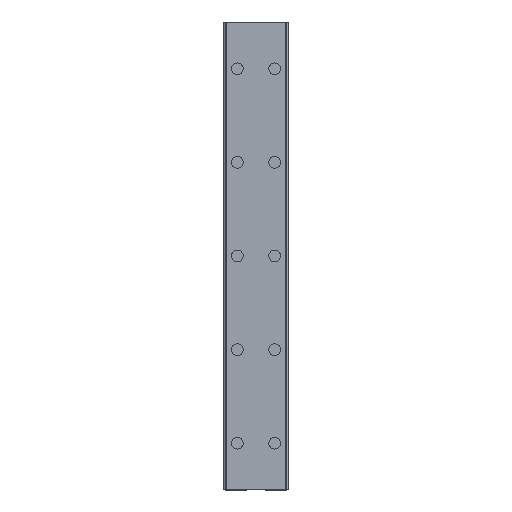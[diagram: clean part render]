
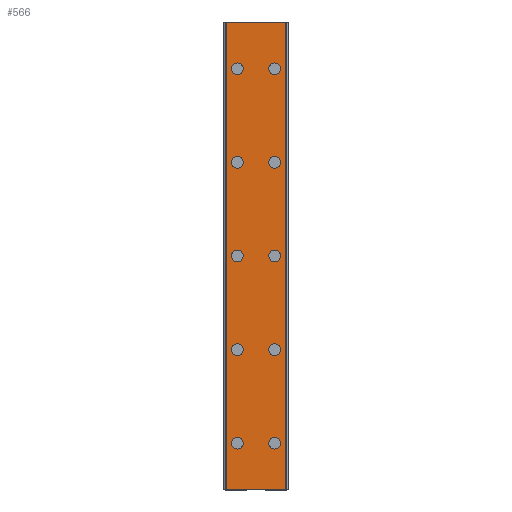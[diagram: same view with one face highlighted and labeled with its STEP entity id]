
A CAD part, top view. The second image highlights one B-rep face of the part: STEP entity #566.
In plain terms, the highlighted planar face has unit normal (0, 0, 1).
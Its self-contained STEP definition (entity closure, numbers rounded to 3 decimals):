
#566=ADVANCED_FACE('',(#1163,#1164,#1165,#1166,#1167,#1168,#1169,#1170,#1171,#1172,#1173),#1174,.T.);
#1163=FACE_BOUND('',#1784,.T.);
#1164=FACE_BOUND('',#1785,.T.);
#1165=FACE_BOUND('',#1786,.T.);
#1166=FACE_BOUND('',#1787,.T.);
#1167=FACE_BOUND('',#1788,.T.);
#1168=FACE_BOUND('',#1789,.T.);
#1169=FACE_BOUND('',#1790,.T.);
#1170=FACE_BOUND('',#1791,.T.);
#1171=FACE_BOUND('',#1792,.T.);
#1172=FACE_BOUND('',#1793,.T.);
#1173=FACE_OUTER_BOUND('',#1794,.T.);
#1174=PLANE('',#1795);
#1784=EDGE_LOOP('',(#3390,#3391));
#1785=EDGE_LOOP('',(#3392,#3393));
#1786=EDGE_LOOP('',(#3394,#3395));
#1787=EDGE_LOOP('',(#3396,#3397));
#1788=EDGE_LOOP('',(#3398,#3399));
#1789=EDGE_LOOP('',(#3400,#3401));
#1790=EDGE_LOOP('',(#3402,#3403));
#1791=EDGE_LOOP('',(#3404,#3405));
#1792=EDGE_LOOP('',(#3406,#3407));
#1793=EDGE_LOOP('',(#3408,#3409));
#1794=EDGE_LOOP('',(#3410,#3411,#3412,#3413));
#1795=AXIS2_PLACEMENT_3D('',#3414,#3415,#3416);
#3390=ORIENTED_EDGE('',*,*,#3669,.T.);
#3391=ORIENTED_EDGE('',*,*,#4101,.T.);
#3392=ORIENTED_EDGE('',*,*,#3659,.T.);
#3393=ORIENTED_EDGE('',*,*,#4107,.T.);
#3394=ORIENTED_EDGE('',*,*,#3649,.T.);
#3395=ORIENTED_EDGE('',*,*,#4113,.T.);
#3396=ORIENTED_EDGE('',*,*,#3639,.T.);
#3397=ORIENTED_EDGE('',*,*,#4119,.T.);
#3398=ORIENTED_EDGE('',*,*,#3629,.T.);
#3399=ORIENTED_EDGE('',*,*,#4125,.T.);
#3400=ORIENTED_EDGE('',*,*,#3619,.T.);
#3401=ORIENTED_EDGE('',*,*,#4131,.T.);
#3402=ORIENTED_EDGE('',*,*,#3609,.T.);
#3403=ORIENTED_EDGE('',*,*,#4137,.T.);
#3404=ORIENTED_EDGE('',*,*,#3599,.T.);
#3405=ORIENTED_EDGE('',*,*,#4143,.T.);
#3406=ORIENTED_EDGE('',*,*,#3589,.T.);
#3407=ORIENTED_EDGE('',*,*,#4149,.T.);
#3408=ORIENTED_EDGE('',*,*,#3579,.T.);
#3409=ORIENTED_EDGE('',*,*,#4155,.T.);
#3410=ORIENTED_EDGE('',*,*,#4081,.T.);
#3411=ORIENTED_EDGE('',*,*,#4200,.F.);
#3412=ORIENTED_EDGE('',*,*,#3956,.T.);
#3413=ORIENTED_EDGE('',*,*,#4198,.T.);
#3414=CARTESIAN_POINT('',(0.,300.0,15.));
#3415=DIRECTION('',(0.0,0.0,1.0));
#3416=DIRECTION('',(-1.0,0.0,0.0));
#3579=EDGE_CURVE('',#4250,#4247,#4251,.T.);
#3589=EDGE_CURVE('',#4268,#4265,#4269,.T.);
#3599=EDGE_CURVE('',#4286,#4283,#4287,.T.);
#3609=EDGE_CURVE('',#4304,#4301,#4305,.T.);
#3619=EDGE_CURVE('',#4322,#4319,#4323,.T.);
#3629=EDGE_CURVE('',#4340,#4337,#4341,.T.);
#3639=EDGE_CURVE('',#4358,#4355,#4359,.T.);
#3649=EDGE_CURVE('',#4376,#4373,#4377,.T.);
#3659=EDGE_CURVE('',#4394,#4391,#4395,.T.);
#3669=EDGE_CURVE('',#4412,#4409,#4413,.T.);
#3956=EDGE_CURVE('',#4837,#4835,#4838,.T.);
#4081=EDGE_CURVE('',#5042,#5040,#5043,.T.);
#4101=EDGE_CURVE('',#4409,#4412,#5080,.T.);
#4107=EDGE_CURVE('',#4391,#4394,#5086,.T.);
#4113=EDGE_CURVE('',#4373,#4376,#5092,.T.);
#4119=EDGE_CURVE('',#4355,#4358,#5098,.T.);
#4125=EDGE_CURVE('',#4337,#4340,#5104,.T.);
#4131=EDGE_CURVE('',#4319,#4322,#5110,.T.);
#4137=EDGE_CURVE('',#4301,#4304,#5116,.T.);
#4143=EDGE_CURVE('',#4283,#4286,#5122,.T.);
#4149=EDGE_CURVE('',#4265,#4268,#5128,.T.);
#4155=EDGE_CURVE('',#4247,#4250,#5134,.T.);
#4198=EDGE_CURVE('',#4835,#5042,#5177,.T.);
#4200=EDGE_CURVE('',#4837,#5040,#5179,.T.);
#4247=VERTEX_POINT('',#5228);
#4250=VERTEX_POINT('',#5232);
#4251=CIRCLE('',#5233,3.75);
#4265=VERTEX_POINT('',#5250);
#4268=VERTEX_POINT('',#5254);
#4269=CIRCLE('',#5255,3.75);
#4283=VERTEX_POINT('',#5272);
#4286=VERTEX_POINT('',#5276);
#4287=CIRCLE('',#5277,3.75);
#4301=VERTEX_POINT('',#5294);
#4304=VERTEX_POINT('',#5298);
#4305=CIRCLE('',#5299,3.75);
#4319=VERTEX_POINT('',#5316);
#4322=VERTEX_POINT('',#5320);
#4323=CIRCLE('',#5321,3.75);
#4337=VERTEX_POINT('',#5338);
#4340=VERTEX_POINT('',#5342);
#4341=CIRCLE('',#5343,3.75);
#4355=VERTEX_POINT('',#5360);
#4358=VERTEX_POINT('',#5364);
#4359=CIRCLE('',#5365,3.75);
#4373=VERTEX_POINT('',#5382);
#4376=VERTEX_POINT('',#5386);
#4377=CIRCLE('',#5387,3.75);
#4391=VERTEX_POINT('',#5404);
#4394=VERTEX_POINT('',#5408);
#4395=CIRCLE('',#5409,3.75);
#4409=VERTEX_POINT('',#5426);
#4412=VERTEX_POINT('',#5430);
#4413=CIRCLE('',#5431,3.75);
#4835=VERTEX_POINT('',#5997);
#4837=VERTEX_POINT('',#6000);
#4838=LINE('',#6001,#6002);
#5040=VERTEX_POINT('',#6285);
#5042=VERTEX_POINT('',#6288);
#5043=LINE('',#6289,#6290);
#5080=CIRCLE('',#6336,3.75);
#5086=CIRCLE('',#6342,3.75);
#5092=CIRCLE('',#6348,3.75);
#5098=CIRCLE('',#6354,3.75);
#5104=CIRCLE('',#6360,3.75);
#5110=CIRCLE('',#6366,3.75);
#5116=CIRCLE('',#6372,3.75);
#5122=CIRCLE('',#6378,3.75);
#5128=CIRCLE('',#6384,3.75);
#5134=CIRCLE('',#6390,3.75);
#5177=LINE('',#6452,#6453);
#5179=LINE('',#6455,#6456);
#5228=CARTESIAN_POINT('',(-8.25,30.0,15.));
#5232=CARTESIAN_POINT('',(-15.75,30.0,15.));
#5233=AXIS2_PLACEMENT_3D('',#6519,#6520,#6521);
#5250=CARTESIAN_POINT('',(-8.25,90.0,15.));
#5254=CARTESIAN_POINT('',(-15.75,90.0,15.));
#5255=AXIS2_PLACEMENT_3D('',#6535,#6536,#6537);
#5272=CARTESIAN_POINT('',(-8.25,150.0,15.));
#5276=CARTESIAN_POINT('',(-15.75,150.0,15.));
#5277=AXIS2_PLACEMENT_3D('',#6551,#6552,#6553);
#5294=CARTESIAN_POINT('',(-8.25,210.0,15.));
#5298=CARTESIAN_POINT('',(-15.75,210.0,15.));
#5299=AXIS2_PLACEMENT_3D('',#6567,#6568,#6569);
#5316=CARTESIAN_POINT('',(-8.25,270.0,15.));
#5320=CARTESIAN_POINT('',(-15.75,270.0,15.));
#5321=AXIS2_PLACEMENT_3D('',#6583,#6584,#6585);
#5338=CARTESIAN_POINT('',(15.75,30.0,15.));
#5342=CARTESIAN_POINT('',(8.25,30.0,15.));
#5343=AXIS2_PLACEMENT_3D('',#6599,#6600,#6601);
#5360=CARTESIAN_POINT('',(15.75,90.0,15.));
#5364=CARTESIAN_POINT('',(8.25,90.0,15.));
#5365=AXIS2_PLACEMENT_3D('',#6615,#6616,#6617);
#5382=CARTESIAN_POINT('',(15.75,150.0,15.));
#5386=CARTESIAN_POINT('',(8.25,150.0,15.));
#5387=AXIS2_PLACEMENT_3D('',#6631,#6632,#6633);
#5404=CARTESIAN_POINT('',(15.75,210.0,15.));
#5408=CARTESIAN_POINT('',(8.25,210.0,15.));
#5409=AXIS2_PLACEMENT_3D('',#6647,#6648,#6649);
#5426=CARTESIAN_POINT('',(15.75,270.0,15.));
#5430=CARTESIAN_POINT('',(8.25,270.0,15.));
#5431=AXIS2_PLACEMENT_3D('',#6663,#6664,#6665);
#5997=CARTESIAN_POINT('',(-18.991,300.0,15.));
#6000=CARTESIAN_POINT('',(18.991,300.0,15.));
#6001=CARTESIAN_POINT('',(18.991,300.0,15.));
#6002=VECTOR('',#6991,1.0);
#6285=CARTESIAN_POINT('',(18.991,0.0,15.));
#6288=CARTESIAN_POINT('',(-18.991,0.0,15.));
#6289=CARTESIAN_POINT('',(18.991,0.0,15.));
#6290=VECTOR('',#7128,1.0);
#6336=AXIS2_PLACEMENT_3D('',#7165,#7166,#7167);
#6342=AXIS2_PLACEMENT_3D('',#7174,#7175,#7176);
#6348=AXIS2_PLACEMENT_3D('',#7183,#7184,#7185);
#6354=AXIS2_PLACEMENT_3D('',#7192,#7193,#7194);
#6360=AXIS2_PLACEMENT_3D('',#7201,#7202,#7203);
#6366=AXIS2_PLACEMENT_3D('',#7210,#7211,#7212);
#6372=AXIS2_PLACEMENT_3D('',#7219,#7220,#7221);
#6378=AXIS2_PLACEMENT_3D('',#7228,#7229,#7230);
#6384=AXIS2_PLACEMENT_3D('',#7237,#7238,#7239);
#6390=AXIS2_PLACEMENT_3D('',#7246,#7247,#7248);
#6452=CARTESIAN_POINT('',(-18.991,300.0,15.));
#6453=VECTOR('',#7274,1.0);
#6455=CARTESIAN_POINT('',(18.991,300.0,15.));
#6456=VECTOR('',#7275,1.0);
#6519=CARTESIAN_POINT('',(-12.0,30.0,15.));
#6520=DIRECTION('',(0.0,0.0,-1.0));
#6521=DIRECTION('',(1.0,0.0,0.0));
#6535=CARTESIAN_POINT('',(-12.0,90.0,15.));
#6536=DIRECTION('',(0.0,0.0,-1.0));
#6537=DIRECTION('',(1.0,0.0,0.0));
#6551=CARTESIAN_POINT('',(-12.0,150.0,15.));
#6552=DIRECTION('',(0.0,0.0,-1.0));
#6553=DIRECTION('',(1.0,0.0,0.0));
#6567=CARTESIAN_POINT('',(-12.0,210.0,15.));
#6568=DIRECTION('',(0.0,0.0,-1.0));
#6569=DIRECTION('',(1.0,0.0,0.0));
#6583=CARTESIAN_POINT('',(-12.0,270.0,15.));
#6584=DIRECTION('',(0.0,0.0,-1.0));
#6585=DIRECTION('',(1.0,0.0,0.0));
#6599=CARTESIAN_POINT('',(12.0,30.0,15.));
#6600=DIRECTION('',(0.0,0.0,-1.0));
#6601=DIRECTION('',(1.0,0.0,0.0));
#6615=CARTESIAN_POINT('',(12.0,90.0,15.));
#6616=DIRECTION('',(0.0,0.0,-1.0));
#6617=DIRECTION('',(1.0,0.0,0.0));
#6631=CARTESIAN_POINT('',(12.0,150.0,15.));
#6632=DIRECTION('',(0.0,0.0,-1.0));
#6633=DIRECTION('',(1.0,0.0,0.0));
#6647=CARTESIAN_POINT('',(12.0,210.0,15.));
#6648=DIRECTION('',(0.0,0.0,-1.0));
#6649=DIRECTION('',(1.0,0.0,0.0));
#6663=CARTESIAN_POINT('',(12.0,270.0,15.));
#6664=DIRECTION('',(0.0,0.0,-1.0));
#6665=DIRECTION('',(1.0,0.0,0.0));
#6991=DIRECTION('',(-1.0,0.0,0.0));
#7128=DIRECTION('',(1.0,0.0,0.0));
#7165=CARTESIAN_POINT('',(12.0,270.0,15.));
#7166=DIRECTION('',(0.0,0.0,-1.0));
#7167=DIRECTION('',(1.0,0.0,0.0));
#7174=CARTESIAN_POINT('',(12.0,210.0,15.));
#7175=DIRECTION('',(0.0,0.0,-1.0));
#7176=DIRECTION('',(1.0,0.0,0.0));
#7183=CARTESIAN_POINT('',(12.0,150.0,15.));
#7184=DIRECTION('',(0.0,0.0,-1.0));
#7185=DIRECTION('',(1.0,0.0,0.0));
#7192=CARTESIAN_POINT('',(12.0,90.0,15.));
#7193=DIRECTION('',(0.0,0.0,-1.0));
#7194=DIRECTION('',(1.0,0.0,0.0));
#7201=CARTESIAN_POINT('',(12.0,30.0,15.));
#7202=DIRECTION('',(0.0,0.0,-1.0));
#7203=DIRECTION('',(1.0,0.0,0.0));
#7210=CARTESIAN_POINT('',(-12.0,270.0,15.));
#7211=DIRECTION('',(0.0,0.0,-1.0));
#7212=DIRECTION('',(1.0,0.0,0.0));
#7219=CARTESIAN_POINT('',(-12.0,210.0,15.));
#7220=DIRECTION('',(0.0,0.0,-1.0));
#7221=DIRECTION('',(1.0,0.0,0.0));
#7228=CARTESIAN_POINT('',(-12.0,150.0,15.));
#7229=DIRECTION('',(0.0,0.0,-1.0));
#7230=DIRECTION('',(1.0,0.0,0.0));
#7237=CARTESIAN_POINT('',(-12.0,90.0,15.));
#7238=DIRECTION('',(0.0,0.0,-1.0));
#7239=DIRECTION('',(1.0,0.0,0.0));
#7246=CARTESIAN_POINT('',(-12.0,30.0,15.));
#7247=DIRECTION('',(0.0,0.0,-1.0));
#7248=DIRECTION('',(1.0,0.0,0.0));
#7274=DIRECTION('',(0.0,-1.0,0.0));
#7275=DIRECTION('',(0.0,-1.0,0.0));
